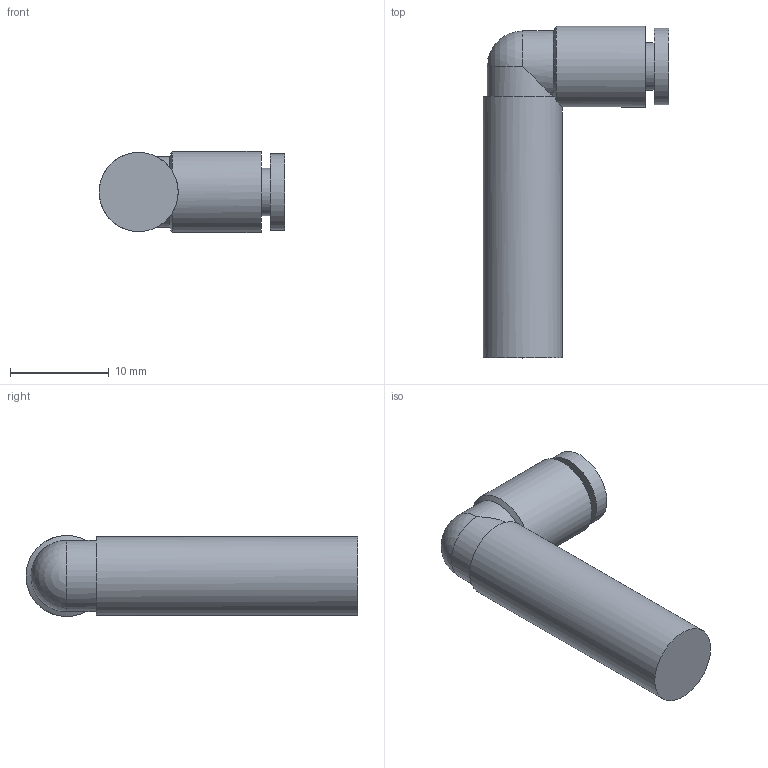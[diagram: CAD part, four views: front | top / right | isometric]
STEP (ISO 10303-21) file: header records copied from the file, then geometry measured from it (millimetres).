
FILE_DESCRIPTION( ( 'STEP AP214' ), '1' );
FILE_NAME( 'KQ2L04-08A.stp', '2020-05-14T09:34:49', ( 'License CC BY-ND 4.0' ), ( 'CADENAS' ), ' ', 'PARTsolutions', ' ' );
FILE_SCHEMA( ( 'AUTOMOTIVE_DESIGN { 1 0 10303 214 1 1 1 1 }' ) );
Length unit declared in the file: millimetre
Products named in the file (1): _KQ2L04-08A
Bounding box: 18.8 x 33.6 x 8.2 mm (x, y, z)
Volume: 1973.4 mm3; surface area: 1417.9 mm2
Topology: 1 solids, 1 shells, 15 faces, 32 edges, 21 vertices
Faces by surface type: cylinder 7, plane 6, cone 1, sphere 1
Full cylindrical faces by diameter (mm): 4 x1, 4.8 x1, 7.7 x1, 8 x1, 8.2 x1
Entity records: 508 total; most frequent: CARTESIAN_POINT 82, DIRECTION 66, ORIENTED_EDGE 46, AXIS2_PLACEMENT_3D 32, EDGE_LOOP 23, EDGE_CURVE 23, FACE_OUTER_BOUND 20, VERTEX_POINT 18
